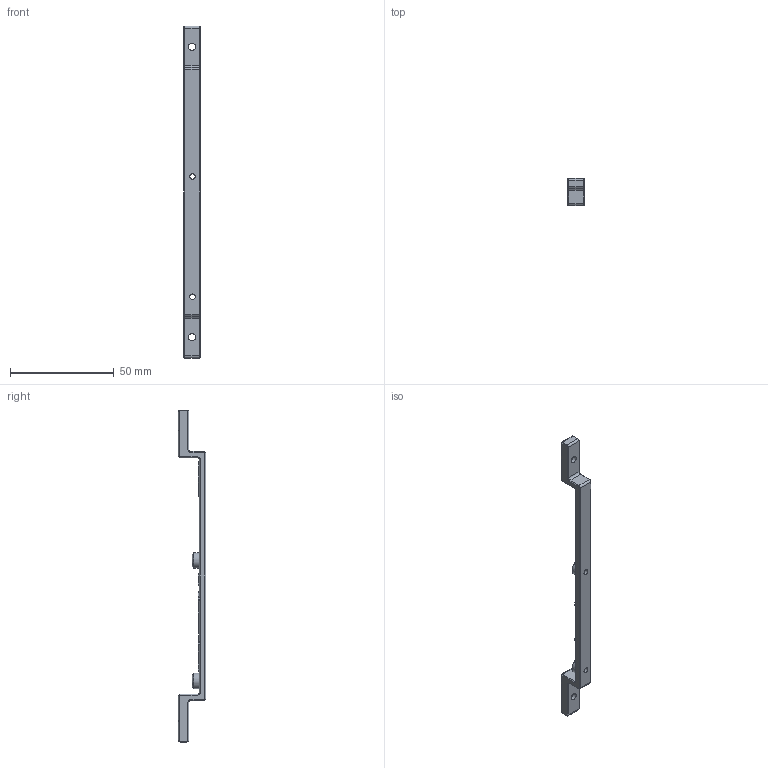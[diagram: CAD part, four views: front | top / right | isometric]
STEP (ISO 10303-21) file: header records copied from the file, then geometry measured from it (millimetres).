
FILE_DESCRIPTION(/* description */ (''),/* implementation_level */ '2;1');
FILE_NAME(/* name */ 'B-Bracket_Rasp_Pi_2-R.stp',/* time_stamp */ '2020-10-14T13:07:35-07:00',/* author */ (''),/* organization */ (''),/* preprocessor_version */ 'ST-DEVELOPER v18.1',/* originating_system */ 'Autodesk Translation Framework v9.3.0.1241',/* authorisation */ '');
FILE_SCHEMA (('AUTOMOTIVE_DESIGN { 1 0 10303 214 3 1 1 }'));
Length unit declared in the file: millimetre
Products named in the file (1): Raspberry Pi Mount
Bounding box: 8 x 13.1 x 160 mm (x, y, z)
Volume: 4988.7 mm3; surface area: 4482.5 mm2
Topology: 1 solids, 1 shells, 396 faces, 1076 edges, 697 vertices
Faces by surface type: plane 169, bspline 169, cone 32, cylinder 26
Full cylindrical faces by diameter (mm): 2.7 x2, 3.4 x2, 6.5 x2
Entity records: 14048 total; most frequent: CARTESIAN_POINT 5149, ORIENTED_EDGE 2152, DIRECTION 1273, EDGE_CURVE 1076, VERTEX_POINT 697, LINE 637, VECTOR 637, EDGE_LOOP 419
